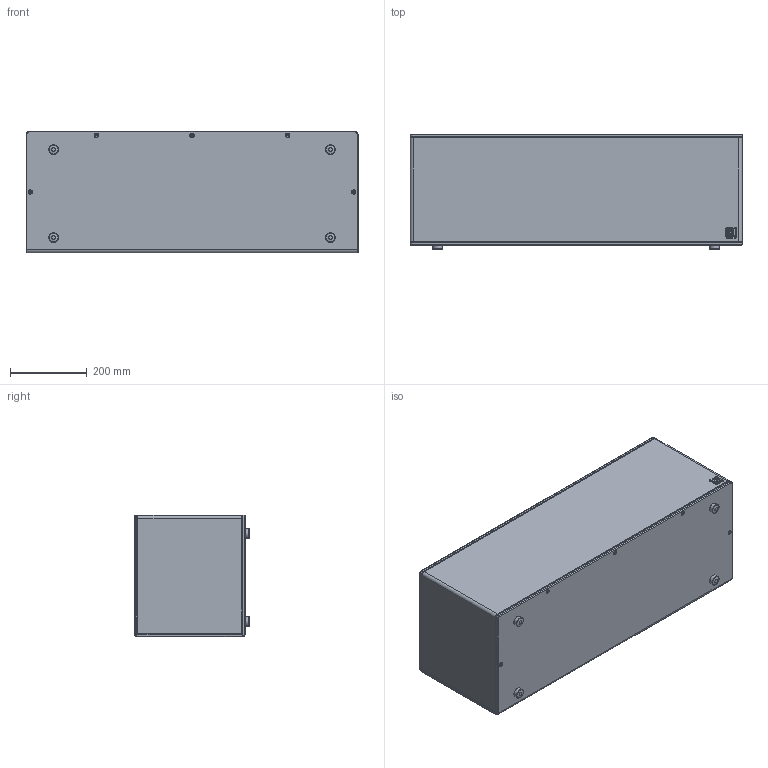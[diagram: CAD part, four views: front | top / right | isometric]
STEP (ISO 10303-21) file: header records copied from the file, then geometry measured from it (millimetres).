
FILE_DESCRIPTION(/* description */ (''),/* implementation_level */ '2;1');
FILE_NAME(/* name */ 'AUDAC-ARCHI210.stp',/* time_stamp */ '2025-10-01T13:56:29+02:00',/* author */ ('nick'),/* organization */ (''),/* preprocessor_version */ 'ST-DEVELOPER v20.1',/* originating_system */ 'Autodesk Inventor 2026',/* authorisation */ '');
FILE_SCHEMA (('AUTOMOTIVE_DESIGN { 1 0 10303 214 3 1 1 }'));
Products named in the file (1): AUDAC-ARCHI210
Bounding box: 868 x 301.88 x 318 mm (x, y, z)
Volume: 79917690.8 mm3; surface area: 1262142.3 mm2
Topology: 1 solids, 5 shells, 2724 faces, 7388 edges, 4726 vertices
Faces by surface type: plane 1828, cylinder 409, bspline 319, cone 84, torus 72, sphere 12
Full cylindrical faces by diameter (mm): 2.9 x8, 2.95 x8, 3.75 x8, 3.8 x8, 4.8 x4, 5.3 x4, 7.3 x4, 8.8 x4, 9.43 x10, 16 x4, 25 x4
Entity records: 93893 total; most frequent: CARTESIAN_POINT 26262, ORIENTED_EDGE 14740, DIRECTION 12997, EDGE_CURVE 7370, LINE 5395, VECTOR 5395, VERTEX_POINT 4722, AXIS2_PLACEMENT_3D 3801
